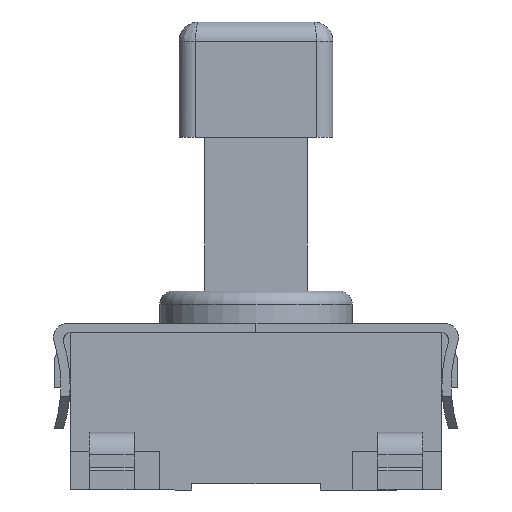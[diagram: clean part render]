
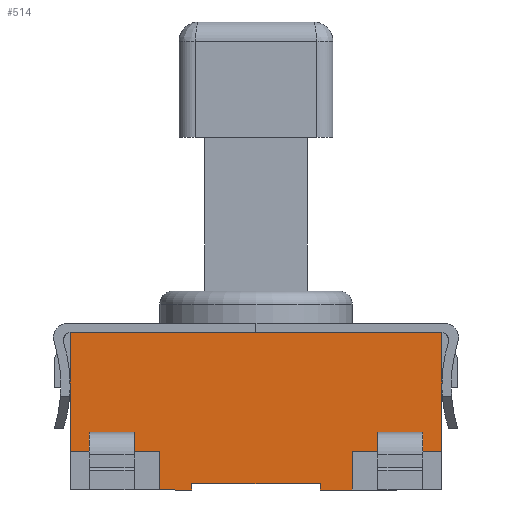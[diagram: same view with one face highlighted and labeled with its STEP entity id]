
A CAD part, left-side view. The second image highlights one B-rep face of the part: STEP entity #514.
In plain terms, the highlighted planar face has unit normal (-1, 0, 0).
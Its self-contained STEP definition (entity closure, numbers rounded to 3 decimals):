
#125 = VERTEX_POINT('',#126);
#126 = CARTESIAN_POINT('',(-3.,2.9,2.455));
#166 = VERTEX_POINT('',#167);
#167 = CARTESIAN_POINT('',(-3.,-2.9,2.455));
#173 = EDGE_CURVE('',#166,#125,#174,.T.);
#174 = LINE('',#175,#176);
#175 = CARTESIAN_POINT('',(-3.,-2.9,2.455));
#176 = VECTOR('',#177,1.);
#177 = DIRECTION('',(0.,1.,0.));
#261 = EDGE_CURVE('',#262,#166,#264,.T.);
#262 = VERTEX_POINT('',#263);
#263 = CARTESIAN_POINT('',(-3.,-2.9,0.6));
#264 = LINE('',#265,#266);
#265 = CARTESIAN_POINT('',(-3.,-2.9,0.));
#266 = VECTOR('',#267,1.);
#267 = DIRECTION('',(0.,0.,1.));
#339 = VERTEX_POINT('',#340);
#340 = CARTESIAN_POINT('',(-3.,2.9,0.6));
#346 = EDGE_CURVE('',#339,#125,#347,.T.);
#347 = LINE('',#348,#349);
#348 = CARTESIAN_POINT('',(-3.,2.9,0.));
#349 = VECTOR('',#350,1.);
#350 = DIRECTION('',(0.,0.,1.));
#514 = ADVANCED_FACE('',(#515),#590,.T.);
#515 = FACE_BOUND('',#516,.T.);
#516 = EDGE_LOOP('',(#517,#525,#526,#527,#528,#536,#544,#552,#560,#568,
    #576,#584));
#517 = ORIENTED_EDGE('',*,*,#518,.F.);
#518 = EDGE_CURVE('',#262,#519,#521,.T.);
#519 = VERTEX_POINT('',#520);
#520 = CARTESIAN_POINT('',(-3.,-1.5,0.6));
#521 = LINE('',#522,#523);
#522 = CARTESIAN_POINT('',(-3.,-2.9,0.6));
#523 = VECTOR('',#524,1.);
#524 = DIRECTION('',(0.,1.,0.));
#525 = ORIENTED_EDGE('',*,*,#261,.T.);
#526 = ORIENTED_EDGE('',*,*,#173,.T.);
#527 = ORIENTED_EDGE('',*,*,#346,.F.);
#528 = ORIENTED_EDGE('',*,*,#529,.T.);
#529 = EDGE_CURVE('',#339,#530,#532,.T.);
#530 = VERTEX_POINT('',#531);
#531 = CARTESIAN_POINT('',(-3.,1.5,0.6));
#532 = LINE('',#533,#534);
#533 = CARTESIAN_POINT('',(-3.,2.9,0.6));
#534 = VECTOR('',#535,1.);
#535 = DIRECTION('',(-0.,-1.,0.));
#536 = ORIENTED_EDGE('',*,*,#537,.F.);
#537 = EDGE_CURVE('',#538,#530,#540,.T.);
#538 = VERTEX_POINT('',#539);
#539 = CARTESIAN_POINT('',(-3.,1.5,0.));
#540 = LINE('',#541,#542);
#541 = CARTESIAN_POINT('',(-3.,1.5,0.));
#542 = VECTOR('',#543,1.);
#543 = DIRECTION('',(0.,0.,1.));
#544 = ORIENTED_EDGE('',*,*,#545,.F.);
#545 = EDGE_CURVE('',#546,#538,#548,.T.);
#546 = VERTEX_POINT('',#547);
#547 = CARTESIAN_POINT('',(-3.,1.,0.));
#548 = LINE('',#549,#550);
#549 = CARTESIAN_POINT('',(-3.,-2.9,0.));
#550 = VECTOR('',#551,1.);
#551 = DIRECTION('',(0.,1.,0.));
#552 = ORIENTED_EDGE('',*,*,#553,.T.);
#553 = EDGE_CURVE('',#546,#554,#556,.T.);
#554 = VERTEX_POINT('',#555);
#555 = CARTESIAN_POINT('',(-3.,1.,0.1));
#556 = LINE('',#557,#558);
#557 = CARTESIAN_POINT('',(-3.,1.,0.05));
#558 = VECTOR('',#559,1.);
#559 = DIRECTION('',(0.,0.,1.));
#560 = ORIENTED_EDGE('',*,*,#561,.T.);
#561 = EDGE_CURVE('',#554,#562,#564,.T.);
#562 = VERTEX_POINT('',#563);
#563 = CARTESIAN_POINT('',(-3.,-1.,0.1));
#564 = LINE('',#565,#566);
#565 = CARTESIAN_POINT('',(-3.,-1.95,0.1));
#566 = VECTOR('',#567,1.);
#567 = DIRECTION('',(0.,-1.,0.));
#568 = ORIENTED_EDGE('',*,*,#569,.T.);
#569 = EDGE_CURVE('',#562,#570,#572,.T.);
#570 = VERTEX_POINT('',#571);
#571 = CARTESIAN_POINT('',(-3.,-1.,0.));
#572 = LINE('',#573,#574);
#573 = CARTESIAN_POINT('',(-3.,-1.,0.));
#574 = VECTOR('',#575,1.);
#575 = DIRECTION('',(-0.,0.,-1.));
#576 = ORIENTED_EDGE('',*,*,#577,.F.);
#577 = EDGE_CURVE('',#578,#570,#580,.T.);
#578 = VERTEX_POINT('',#579);
#579 = CARTESIAN_POINT('',(-3.,-1.5,0.));
#580 = LINE('',#581,#582);
#581 = CARTESIAN_POINT('',(-3.,-2.9,0.));
#582 = VECTOR('',#583,1.);
#583 = DIRECTION('',(0.,1.,0.));
#584 = ORIENTED_EDGE('',*,*,#585,.T.);
#585 = EDGE_CURVE('',#578,#519,#586,.T.);
#586 = LINE('',#587,#588);
#587 = CARTESIAN_POINT('',(-3.,-1.5,0.));
#588 = VECTOR('',#589,1.);
#589 = DIRECTION('',(0.,0.,1.));
#590 = PLANE('',#591);
#591 = AXIS2_PLACEMENT_3D('',#592,#593,#594);
#592 = CARTESIAN_POINT('',(-3.,-2.9,0.));
#593 = DIRECTION('',(-1.,0.,0.));
#594 = DIRECTION('',(0.,1.,0.));
